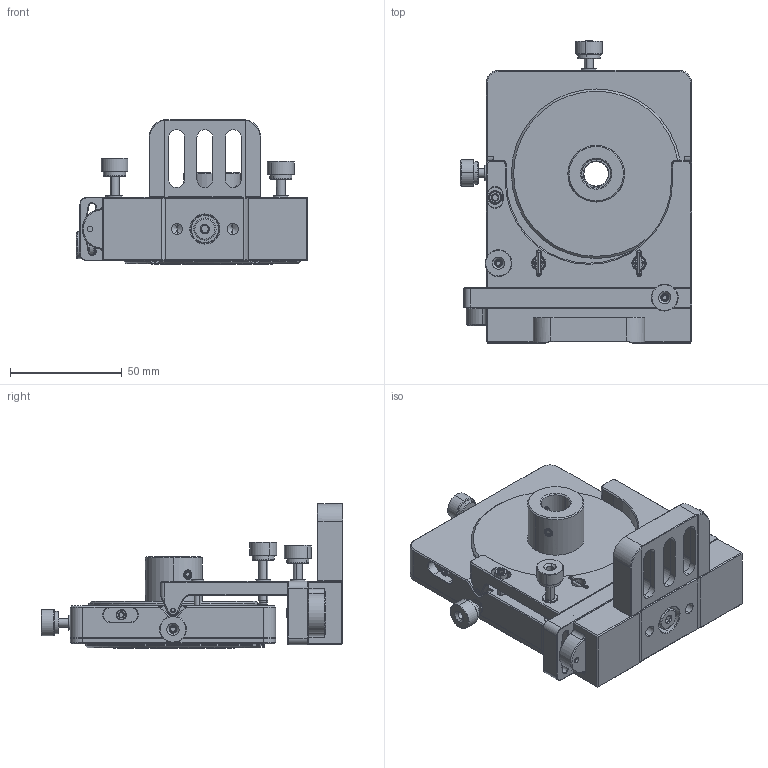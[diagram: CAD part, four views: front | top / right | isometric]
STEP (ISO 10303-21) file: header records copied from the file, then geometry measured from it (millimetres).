
FILE_DESCRIPTION (( 'STEP AP203' ), '1' );
FILE_NAME ('1.1.10.14_ZJP-Z4SM05.STEP', '2024-05-29T07:17:29', ( '' ), ( '' ), 'SwSTEP 2.0', 'SolidWorks 2021', '' );
FILE_SCHEMA (( 'CONFIG_CONTROL_DESIGN' ));
Products named in the file (1): 1.1.10.14_ZJP-Z4SM05
Bounding box: 103.56 x 135.34 x 64.8 mm (x, y, z)
Volume: 258025.3 mm3; surface area: 65731.9 mm2
Topology: 21 solids, 40 shells, 1398 faces, 3334 edges, 2031 vertices
Faces by surface type: plane 522, cylinder 364, cone 363, bspline 85, torus 42, sphere 22
Entity records: 176130 total; most frequent: CARTESIAN_POINT 143935, DIRECTION 6783, ORIENTED_EDGE 6600, EDGE_CURVE 3300, AXIS2_PLACEMENT_3D 2637, VERTEX_POINT 2028, EDGE_LOOP 1588, VECTOR 1509
